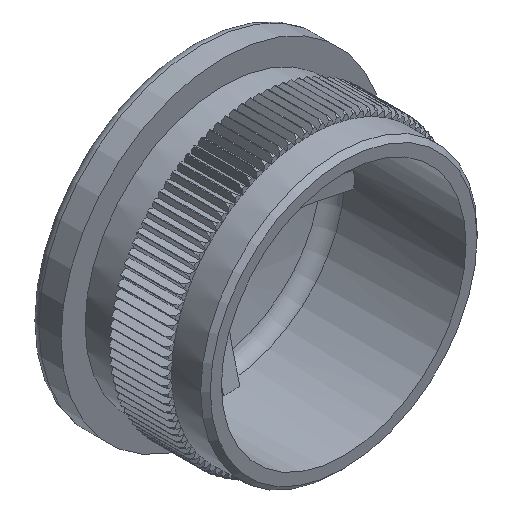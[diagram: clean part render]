
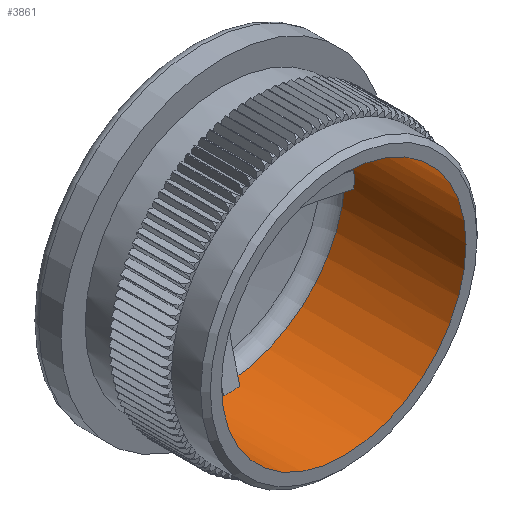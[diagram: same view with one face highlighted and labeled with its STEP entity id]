
A CAD part, isometric view. The second image highlights one B-rep face of the part: STEP entity #3861.
In plain terms, the highlighted cylindrical face has radius 12.7 mm (diameter 25.4 mm), a full revolution.
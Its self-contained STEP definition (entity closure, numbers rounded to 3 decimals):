
#246 = CARTESIAN_POINT ( 'NONE',  ( -12.672, 12.562, 0.85 ) ) ;
#424 = CARTESIAN_POINT ( 'NONE',  ( 0.85, 18.501, -12.672 ) ) ;
#846 = DIRECTION ( 'NONE',  ( 0., -1., 0. ) ) ;
#881 = CIRCLE ( 'NONE', #12191, 12.7 ) ;
#979 = CARTESIAN_POINT ( 'NONE',  ( 0.85, 18.501, 12.672 ) ) ;
#2494 = CARTESIAN_POINT ( 'NONE',  ( -12.672, 12.562, -0.85 ) ) ;
#2598 = ORIENTED_EDGE ( 'NONE', *, *, #26179, .T. ) ;
#2723 = VERTEX_POINT ( 'NONE', #3562 ) ;
#3158 = DIRECTION ( 'NONE',  ( 0., -1., 0. ) ) ;
#3562 = CARTESIAN_POINT ( 'NONE',  ( 0.85, 11.619, 12.672 ) ) ;
#3861 = ADVANCED_FACE ( 'NONE', ( #29807, #27054 ), #22489, .F. ) ;
#4525 = CARTESIAN_POINT ( 'NONE',  ( -12.672, 18.501, -0.85 ) ) ;
#5438 = DIRECTION ( 'NONE',  ( 0., 0., -1. ) ) ;
#5684 = VERTEX_POINT ( 'NONE', #13127 ) ;
#6068 = EDGE_CURVE ( 'NONE', #35058, #13763, #881, .T. ) ;
#6199 = DIRECTION ( 'NONE',  ( 0., -1., 0. ) ) ;
#6730 = LINE ( 'NONE', #36906, #17666 ) ;
#7099 = EDGE_LOOP ( 'NONE', ( #26791, #12346, #22109, #24184, #27014, #23747, #34551, #2598, #18974, #20078, #15781, #20763, #21757, #35911, #27878, #26629 ) ) ;
#7359 = LINE ( 'NONE', #23737, #34350 ) ;
#7460 = DIRECTION ( 'NONE',  ( 0., 0., -1. ) ) ;
#7655 = CIRCLE ( 'NONE', #14438, 12.7 ) ;
#7659 = VERTEX_POINT ( 'NONE', #2494 ) ;
#7701 = DIRECTION ( 'NONE',  ( 0., -1., 0. ) ) ;
#7727 = EDGE_CURVE ( 'NONE', #32770, #32770, #13660, .T. ) ;
#7995 = CARTESIAN_POINT ( 'NONE',  ( -0.85, 12.562, 12.672 ) ) ;
#8086 = CARTESIAN_POINT ( 'NONE',  ( 0.85, 12.562, -12.672 ) ) ;
#8321 = AXIS2_PLACEMENT_3D ( 'NONE', #23711, #6199, #26635 ) ;
#8329 = CARTESIAN_POINT ( 'NONE',  ( 12.672, 11.619, 0.85 ) ) ;
#8544 = EDGE_CURVE ( 'NONE', #18064, #5684, #6730, .T. ) ;
#8763 = CIRCLE ( 'NONE', #20291, 12.7 ) ;
#8925 = AXIS2_PLACEMENT_3D ( 'NONE', #36082, #24561, #7460 ) ;
#9026 = DIRECTION ( 'NONE',  ( 0., 0., -1. ) ) ;
#9197 = CARTESIAN_POINT ( 'NONE',  ( -0.85, 18.501, -12.672 ) ) ;
#9356 = EDGE_CURVE ( 'NONE', #11859, #20758, #35505, .T. ) ;
#9555 = EDGE_CURVE ( 'NONE', #25512, #2723, #19501, .T. ) ;
#9898 = EDGE_CURVE ( 'NONE', #2723, #21730, #17203, .T. ) ;
#9973 = EDGE_CURVE ( 'NONE', #20758, #19743, #19949, .T. ) ;
#10301 = CARTESIAN_POINT ( 'NONE',  ( 0., 0., -12.7 ) ) ;
#10358 = EDGE_LOOP ( 'NONE', ( #25979 ) ) ;
#10673 = DIRECTION ( 'NONE',  ( 0., 1., 0. ) ) ;
#11727 = DIRECTION ( 'NONE',  ( 0., 0., -1. ) ) ;
#11859 = VERTEX_POINT ( 'NONE', #22207 ) ;
#11861 = DIRECTION ( 'NONE',  ( 0., 1., 0. ) ) ;
#11983 = CARTESIAN_POINT ( 'NONE',  ( 0., 12.562, 0. ) ) ;
#12191 = AXIS2_PLACEMENT_3D ( 'NONE', #25083, #10673, #33781 ) ;
#12346 = ORIENTED_EDGE ( 'NONE', *, *, #8544, .F. ) ;
#12366 = CARTESIAN_POINT ( 'NONE',  ( 12.672, 18.501, 0.85 ) ) ;
#12648 = AXIS2_PLACEMENT_3D ( 'NONE', #37940, #20318, #29260 ) ;
#12995 = CARTESIAN_POINT ( 'NONE',  ( -0.85, 11.619, -12.672 ) ) ;
#13049 = CARTESIAN_POINT ( 'NONE',  ( -0.85, 11.619, 12.672 ) ) ;
#13127 = CARTESIAN_POINT ( 'NONE',  ( -12.672, 11.619, 0.85 ) ) ;
#13595 = AXIS2_PLACEMENT_3D ( 'NONE', #26332, #23781, #26200 ) ;
#13660 = CIRCLE ( 'NONE', #19777, 12.7 ) ;
#13763 = VERTEX_POINT ( 'NONE', #8086 ) ;
#14362 = DIRECTION ( 'NONE',  ( 0., -1., 0. ) ) ;
#14438 = AXIS2_PLACEMENT_3D ( 'NONE', #11983, #11861, #11727 ) ;
#14592 = EDGE_CURVE ( 'NONE', #35058, #21119, #7359, .T. ) ;
#14668 = CIRCLE ( 'NONE', #13595, 12.7 ) ;
#15394 = VERTEX_POINT ( 'NONE', #8329 ) ;
#15558 = EDGE_CURVE ( 'NONE', #5684, #29545, #23745, .T. ) ;
#15781 = ORIENTED_EDGE ( 'NONE', *, *, #6068, .T. ) ;
#16083 = CARTESIAN_POINT ( 'NONE',  ( -12.672, 11.619, -0.85 ) ) ;
#16328 = VECTOR ( 'NONE', #29747, 1000. ) ;
#16733 = CIRCLE ( 'NONE', #35256, 12.7 ) ;
#16772 = DIRECTION ( 'NONE',  ( 0., 1., 0. ) ) ;
#17135 = CARTESIAN_POINT ( 'NONE',  ( 0., 12.562, 0. ) ) ;
#17203 = CIRCLE ( 'NONE', #24706, 12.7 ) ;
#17529 = EDGE_CURVE ( 'NONE', #13763, #19743, #18582, .T. ) ;
#17528 = EDGE_CURVE ( 'NONE', #18064, #26338, #7655, .T. ) ;
#17666 = VECTOR ( 'NONE', #19393, 1000. ) ;
#17721 = EDGE_CURVE ( 'NONE', #21119, #15394, #8763, .T. ) ;
#18064 = VERTEX_POINT ( 'NONE', #246 ) ;
#18582 = LINE ( 'NONE', #424, #20430 ) ;
#18821 = DIRECTION ( 'NONE',  ( 0., -1., 0. ) ) ;
#18841 = CARTESIAN_POINT ( 'NONE',  ( 0.85, 11.619, -12.672 ) ) ;
#18884 = EDGE_CURVE ( 'NONE', #11859, #7659, #16733, .T. ) ;
#18974 = ORIENTED_EDGE ( 'NONE', *, *, #17721, .F. ) ;
#19069 = DIRECTION ( 'NONE',  ( 0., 0., -1. ) ) ;
#19393 = DIRECTION ( 'NONE',  ( 0., -1., 0. ) ) ;
#19501 = LINE ( 'NONE', #979, #21791 ) ;
#19743 = VERTEX_POINT ( 'NONE', #18841 ) ;
#19777 = AXIS2_PLACEMENT_3D ( 'NONE', #37223, #20117, #5438 ) ;
#19949 = CIRCLE ( 'NONE', #8321, 12.7 ) ;
#20061 = CARTESIAN_POINT ( 'NONE',  ( 0.85, 12.562, 12.672 ) ) ;
#20078 = ORIENTED_EDGE ( 'NONE', *, *, #14592, .F. ) ;
#20117 = DIRECTION ( 'NONE',  ( 0., -1., 0. ) ) ;
#20291 = AXIS2_PLACEMENT_3D ( 'NONE', #36589, #18821, #19069 ) ;
#20318 = DIRECTION ( 'NONE',  ( 0., -1., 0. ) ) ;
#20419 = VECTOR ( 'NONE', #14362, 1000. ) ;
#20430 = VECTOR ( 'NONE', #20888, 1000. ) ;
#20758 = VERTEX_POINT ( 'NONE', #12995 ) ;
#20763 = ORIENTED_EDGE ( 'NONE', *, *, #17529, .T. ) ;
#20888 = DIRECTION ( 'NONE',  ( 0., -1., 0. ) ) ;
#21119 = VERTEX_POINT ( 'NONE', #26363 ) ;
#21426 = DIRECTION ( 'NONE',  ( 0., -1., 0. ) ) ;
#21730 = VERTEX_POINT ( 'NONE', #13049 ) ;
#21757 = ORIENTED_EDGE ( 'NONE', *, *, #9973, .F. ) ;
#21791 = VECTOR ( 'NONE', #21426, 1000. ) ;
#22109 = ORIENTED_EDGE ( 'NONE', *, *, #17528, .T. ) ;
#22207 = CARTESIAN_POINT ( 'NONE',  ( -0.85, 12.562, -12.672 ) ) ;
#22255 = LINE ( 'NONE', #22782, #20419 ) ;
#22489 = CYLINDRICAL_SURFACE ( 'NONE', #8925, 12.7 ) ;
#22782 = CARTESIAN_POINT ( 'NONE',  ( -0.85, 18.501, 12.672 ) ) ;
#23268 = VECTOR ( 'NONE', #7701, 1000. ) ;
#23534 = EDGE_CURVE ( 'NONE', #25512, #33242, #14668, .T. ) ;
#23711 = CARTESIAN_POINT ( 'NONE',  ( 0., 11.619, 0. ) ) ;
#23737 = CARTESIAN_POINT ( 'NONE',  ( 12.672, 18.501, -0.85 ) ) ;
#23745 = CIRCLE ( 'NONE', #12648, 12.7 ) ;
#23747 = ORIENTED_EDGE ( 'NONE', *, *, #9555, .F. ) ;
#23781 = DIRECTION ( 'NONE',  ( 0., 1., 0. ) ) ;
#23960 = CARTESIAN_POINT ( 'NONE',  ( 12.672, 12.562, -0.85 ) ) ;
#24065 = DIRECTION ( 'NONE',  ( 0., -1., 0. ) ) ;
#24184 = ORIENTED_EDGE ( 'NONE', *, *, #28974, .T. ) ;
#24499 = EDGE_CURVE ( 'NONE', #7659, #29545, #34282, .T. ) ;
#24561 = DIRECTION ( 'NONE',  ( 0., -1., 0. ) ) ;
#24706 = AXIS2_PLACEMENT_3D ( 'NONE', #29701, #24065, #9026 ) ;
#25083 = CARTESIAN_POINT ( 'NONE',  ( 0., 12.562, 0. ) ) ;
#25512 = VERTEX_POINT ( 'NONE', #20061 ) ;
#25979 = ORIENTED_EDGE ( 'NONE', *, *, #7727, .T. ) ;
#26179 = EDGE_CURVE ( 'NONE', #33242, #15394, #26418, .T. ) ;
#26200 = DIRECTION ( 'NONE',  ( 0., 0., -1. ) ) ;
#26332 = CARTESIAN_POINT ( 'NONE',  ( 0., 12.562, 0. ) ) ;
#26338 = VERTEX_POINT ( 'NONE', #7995 ) ;
#26363 = CARTESIAN_POINT ( 'NONE',  ( 12.672, 11.619, -0.85 ) ) ;
#26418 = LINE ( 'NONE', #12366, #32351 ) ;
#26629 = ORIENTED_EDGE ( 'NONE', *, *, #24499, .T. ) ;
#26635 = DIRECTION ( 'NONE',  ( 0., 0., -1. ) ) ;
#26791 = ORIENTED_EDGE ( 'NONE', *, *, #15558, .F. ) ;
#27014 = ORIENTED_EDGE ( 'NONE', *, *, #9898, .F. ) ;
#27054 = FACE_OUTER_BOUND ( 'NONE', #10358, .T. ) ;
#27878 = ORIENTED_EDGE ( 'NONE', *, *, #18884, .T. ) ;
#28974 = EDGE_CURVE ( 'NONE', #26338, #21730, #22255, .T. ) ;
#29260 = DIRECTION ( 'NONE',  ( 0., 0., -1. ) ) ;
#29545 = VERTEX_POINT ( 'NONE', #16083 ) ;
#29701 = CARTESIAN_POINT ( 'NONE',  ( 0., 11.619, 0. ) ) ;
#29747 = DIRECTION ( 'NONE',  ( 0., -1., 0. ) ) ;
#29807 = FACE_OUTER_BOUND ( 'NONE', #7099, .T. ) ;
#30134 = CARTESIAN_POINT ( 'NONE',  ( 12.672, 12.562, 0.85 ) ) ;
#32351 = VECTOR ( 'NONE', #3158, 1000. ) ;
#32770 = VERTEX_POINT ( 'NONE', #10301 ) ;
#33242 = VERTEX_POINT ( 'NONE', #30134 ) ;
#33781 = DIRECTION ( 'NONE',  ( 0., 0., -1. ) ) ;
#34282 = LINE ( 'NONE', #4525, #23268 ) ;
#34350 = VECTOR ( 'NONE', #846, 1000. ) ;
#34551 = ORIENTED_EDGE ( 'NONE', *, *, #23534, .T. ) ;
#34662 = DIRECTION ( 'NONE',  ( 0., 0., -1. ) ) ;
#35058 = VERTEX_POINT ( 'NONE', #23960 ) ;
#35256 = AXIS2_PLACEMENT_3D ( 'NONE', #17135, #16772, #34662 ) ;
#35505 = LINE ( 'NONE', #9197, #16328 ) ;
#35911 = ORIENTED_EDGE ( 'NONE', *, *, #9356, .F. ) ;
#36082 = CARTESIAN_POINT ( 'NONE',  ( 0., 15.5, 0. ) ) ;
#36589 = CARTESIAN_POINT ( 'NONE',  ( 0., 11.619, 0. ) ) ;
#36906 = CARTESIAN_POINT ( 'NONE',  ( -12.672, 18.501, 0.85 ) ) ;
#37223 = CARTESIAN_POINT ( 'NONE',  ( 0., 0., 0. ) ) ;
#37940 = CARTESIAN_POINT ( 'NONE',  ( 0., 11.619, 0. ) ) ;
